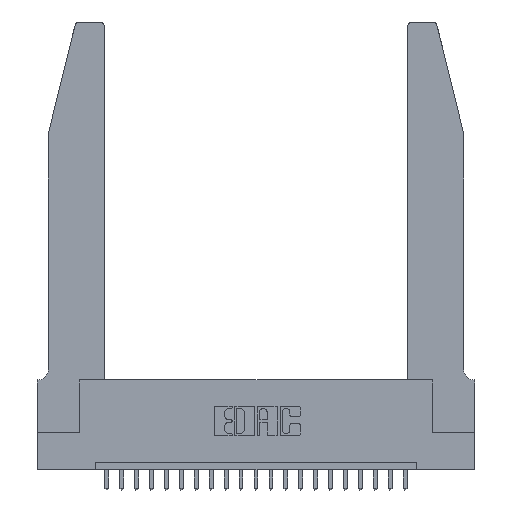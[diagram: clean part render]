
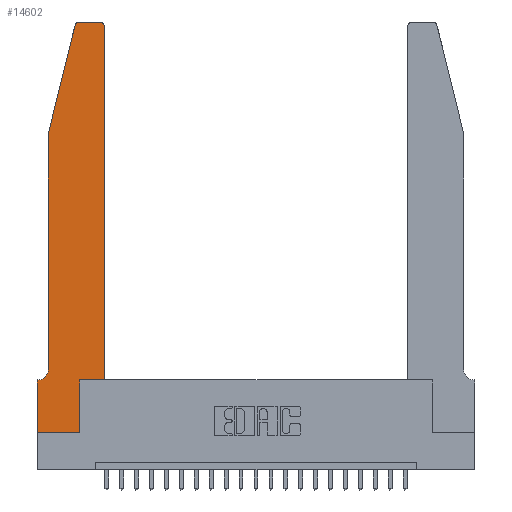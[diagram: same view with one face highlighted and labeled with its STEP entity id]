
A CAD part, top view. The second image highlights one B-rep face of the part: STEP entity #14602.
In plain terms, the highlighted planar face has unit normal (0, 0, 1).
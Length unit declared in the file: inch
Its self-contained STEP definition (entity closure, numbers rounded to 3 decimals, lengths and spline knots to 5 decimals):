
#59 = ORIENTED_EDGE ( 'NONE', *, *, #17296, .T. ) ;
#298 = ORIENTED_EDGE ( 'NONE', *, *, #14845, .T. ) ;
#302 = CARTESIAN_POINT ( 'NONE',  ( 0., 0.35, 0.37 ) ) ;
#317 = DIRECTION ( 'NONE',  ( -1., 0., 0. ) ) ;
#411 = CARTESIAN_POINT ( 'NONE',  ( 0.0055, 0.42, 0.37 ) ) ;
#561 = ORIENTED_EDGE ( 'NONE', *, *, #19900, .T. ) ;
#1097 = DIRECTION ( 'NONE',  ( 0., 1., 0. ) ) ;
#1127 = VECTOR ( 'NONE', #7078, 39.37008 ) ;
#1448 = ORIENTED_EDGE ( 'NONE', *, *, #13940, .T. ) ;
#2136 = DIRECTION ( 'NONE',  ( -1., 0., 0. ) ) ;
#2287 = LINE ( 'NONE', #13511, #8841 ) ;
#2421 = CARTESIAN_POINT ( 'NONE',  ( 0.0755, 2., 0.37 ) ) ;
#2474 = LINE ( 'NONE', #6668, #10141 ) ;
#2737 = VECTOR ( 'NONE', #317, 39.37008 ) ;
#2749 = LINE ( 'NONE', #16434, #21429 ) ;
#2833 = VERTEX_POINT ( 'NONE', #7153 ) ;
#3195 = EDGE_CURVE ( 'NONE', #8456, #16396, #12708, .T. ) ;
#3241 = CARTESIAN_POINT ( 'NONE',  ( 0.2865, 0.35, 0.37 ) ) ;
#3450 = EDGE_CURVE ( 'NONE', #23087, #22533, #2749, .T. ) ;
#3668 = LINE ( 'NONE', #4147, #5676 ) ;
#3787 = ORIENTED_EDGE ( 'NONE', *, *, #21983, .T. ) ;
#3838 = VERTEX_POINT ( 'NONE', #17752 ) ;
#3951 = DIRECTION ( 'NONE',  ( 0., 0., 1. ) ) ;
#4147 = CARTESIAN_POINT ( 'NONE',  ( 0., 0., 0.37 ) ) ;
#4466 = DIRECTION ( 'NONE',  ( 0., -1., 0. ) ) ;
#4471 = DIRECTION ( 'NONE',  ( 1., 0., 0. ) ) ;
#5253 = VERTEX_POINT ( 'NONE', #18218 ) ;
#5649 = CARTESIAN_POINT ( 'NONE',  ( 0.284, 2.72, 0.37 ) ) ;
#5666 = DIRECTION ( 'NONE',  ( -0.239, -0.971, 0. ) ) ;
#5676 = VECTOR ( 'NONE', #4466, 39.37008 ) ;
#5795 = DIRECTION ( 'NONE',  ( 1., 0., 0. ) ) ;
#6510 = CARTESIAN_POINT ( 'NONE',  ( 0.4505, 0.35, 0.37 ) ) ;
#6668 = CARTESIAN_POINT ( 'NONE',  ( 0.2865, 0.35, 0.37 ) ) ;
#7078 = DIRECTION ( 'NONE',  ( 0., -1., 0. ) ) ;
#7153 = CARTESIAN_POINT ( 'NONE',  ( 0.2865, 0., 0.37 ) ) ;
#7642 = VERTEX_POINT ( 'NONE', #18311 ) ;
#7906 = VECTOR ( 'NONE', #10194, 39.37008 ) ;
#8456 = VERTEX_POINT ( 'NONE', #16683 ) ;
#8841 = VECTOR ( 'NONE', #5666, 39.37008 ) ;
#9111 = AXIS2_PLACEMENT_3D ( 'NONE', #411, #13076, #11179 ) ;
#9383 = VERTEX_POINT ( 'NONE', #23413 ) ;
#10141 = VECTOR ( 'NONE', #1097, 39.37008 ) ;
#10194 = DIRECTION ( 'NONE',  ( 0., 1., 0. ) ) ;
#10376 = CIRCLE ( 'NONE', #9111, 0.07 ) ;
#10421 = VECTOR ( 'NONE', #4471, 39.37008 ) ;
#10492 = ORIENTED_EDGE ( 'NONE', *, *, #20822, .T. ) ;
#10674 = EDGE_CURVE ( 'NONE', #7642, #17844, #2287, .T. ) ;
#10768 = DIRECTION ( 'NONE',  ( 0., 0., 1. ) ) ;
#10841 = CARTESIAN_POINT ( 'NONE',  ( 0.0755, 2., 0.37 ) ) ;
#11179 = DIRECTION ( 'NONE',  ( -1., 0., 0. ) ) ;
#11353 = CARTESIAN_POINT ( 'NONE',  ( 0.4505, 0.35, 0.37 ) ) ;
#12089 = ORIENTED_EDGE ( 'NONE', *, *, #21262, .T. ) ;
#12566 = ORIENTED_EDGE ( 'NONE', *, *, #3450, .T. ) ;
#12708 = LINE ( 'NONE', #6510, #7906 ) ;
#12835 = ORIENTED_EDGE ( 'NONE', *, *, #3195, .T. ) ;
#13054 = DIRECTION ( 'NONE',  ( 0., 0., 1. ) ) ;
#13076 = DIRECTION ( 'NONE',  ( 0., 0., -1. ) ) ;
#13206 = CARTESIAN_POINT ( 'NONE',  ( 0.284, 2.75, 0.37 ) ) ;
#13505 = ORIENTED_EDGE ( 'NONE', *, *, #10674, .T. ) ;
#13511 = CARTESIAN_POINT ( 'NONE',  ( 0.0755, 2., 0.37 ) ) ;
#13850 = AXIS2_PLACEMENT_3D ( 'NONE', #302, #13054, #5795 ) ;
#13940 = EDGE_CURVE ( 'NONE', #3838, #15509, #3668, .T. ) ;
#13989 = VERTEX_POINT ( 'NONE', #3241 ) ;
#14267 = CIRCLE ( 'NONE', #20339, 0.03 ) ;
#14602 = ADVANCED_FACE ( 'NONE', ( #22275 ), #22107, .T. ) ;
#14670 = EDGE_CURVE ( 'NONE', #22533, #7642, #17445, .T. ) ;
#14684 = CARTESIAN_POINT ( 'NONE',  ( 0.4205, 2.75, 0.37 ) ) ;
#14801 = CARTESIAN_POINT ( 'NONE',  ( 0.0755, 0.35, 0.37 ) ) ;
#14845 = EDGE_CURVE ( 'NONE', #2833, #13989, #2474, .T. ) ;
#15509 = VERTEX_POINT ( 'NONE', #21446 ) ;
#15841 = ORIENTED_EDGE ( 'NONE', *, *, #16400, .T. ) ;
#16248 = DIRECTION ( 'NONE',  ( 1., 0., 0. ) ) ;
#16396 = VERTEX_POINT ( 'NONE', #19634 ) ;
#16400 = EDGE_CURVE ( 'NONE', #15509, #2833, #17949, .T. ) ;
#16434 = CARTESIAN_POINT ( 'NONE',  ( 0.2605, 2.75, 0.37 ) ) ;
#16683 = CARTESIAN_POINT ( 'NONE',  ( 0.4505, 0.35, 0.37 ) ) ;
#17219 = LINE ( 'NONE', #10841, #1127 ) ;
#17296 = EDGE_CURVE ( 'NONE', #16396, #23087, #14267, .T. ) ;
#17445 = CIRCLE ( 'NONE', #17728, 0.03 ) ;
#17728 = AXIS2_PLACEMENT_3D ( 'NONE', #5649, #3951, #20128 ) ;
#17752 = CARTESIAN_POINT ( 'NONE',  ( 0., 0.35, 0.37 ) ) ;
#17844 = VERTEX_POINT ( 'NONE', #2421 ) ;
#17949 = LINE ( 'NONE', #21688, #21351 ) ;
#17981 = DIRECTION ( 'NONE',  ( 1., 0., 0. ) ) ;
#18218 = CARTESIAN_POINT ( 'NONE',  ( 0.0055, 0.35, 0.37 ) ) ;
#18290 = LINE ( 'NONE', #11353, #10421 ) ;
#18311 = CARTESIAN_POINT ( 'NONE',  ( 0.25487, 2.72718, 0.37 ) ) ;
#18567 = LINE ( 'NONE', #14801, #2737 ) ;
#18620 = CARTESIAN_POINT ( 'NONE',  ( 0.4205, 2.72, 0.37 ) ) ;
#19634 = CARTESIAN_POINT ( 'NONE',  ( 0.4505, 2.72, 0.37 ) ) ;
#19900 = EDGE_CURVE ( 'NONE', #17844, #9383, #17219, .T. ) ;
#19977 = EDGE_LOOP ( 'NONE', ( #12566, #21111, #13505, #561, #3787, #12089, #1448, #15841, #298, #10492, #12835, #59 ) ) ;
#20128 = DIRECTION ( 'NONE',  ( 1., 0., 0. ) ) ;
#20339 = AXIS2_PLACEMENT_3D ( 'NONE', #18620, #10768, #16248 ) ;
#20822 = EDGE_CURVE ( 'NONE', #13989, #8456, #18290, .T. ) ;
#21111 = ORIENTED_EDGE ( 'NONE', *, *, #14670, .T. ) ;
#21262 = EDGE_CURVE ( 'NONE', #5253, #3838, #18567, .T. ) ;
#21351 = VECTOR ( 'NONE', #17981, 39.37008 ) ;
#21429 = VECTOR ( 'NONE', #2136, 39.37008 ) ;
#21446 = CARTESIAN_POINT ( 'NONE',  ( 0., 0., 0.37 ) ) ;
#21688 = CARTESIAN_POINT ( 'NONE',  ( 0., 0., 0.37 ) ) ;
#21983 = EDGE_CURVE ( 'NONE', #9383, #5253, #10376, .T. ) ;
#22107 = PLANE ( 'NONE',  #13850 ) ;
#22275 = FACE_OUTER_BOUND ( 'NONE', #19977, .T. ) ;
#22533 = VERTEX_POINT ( 'NONE', #13206 ) ;
#23087 = VERTEX_POINT ( 'NONE', #14684 ) ;
#23413 = CARTESIAN_POINT ( 'NONE',  ( 0.0755, 0.42, 0.37 ) ) ;
